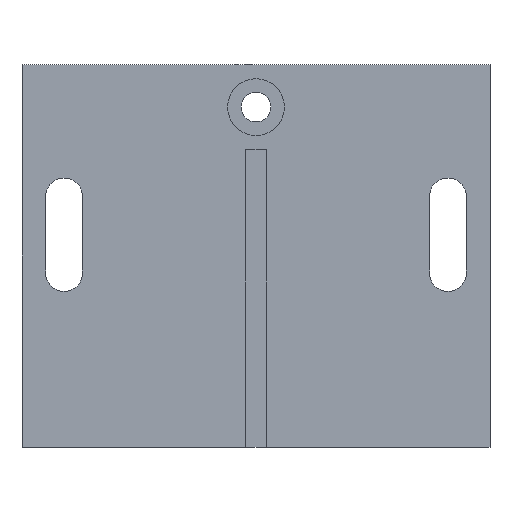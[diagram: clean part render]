
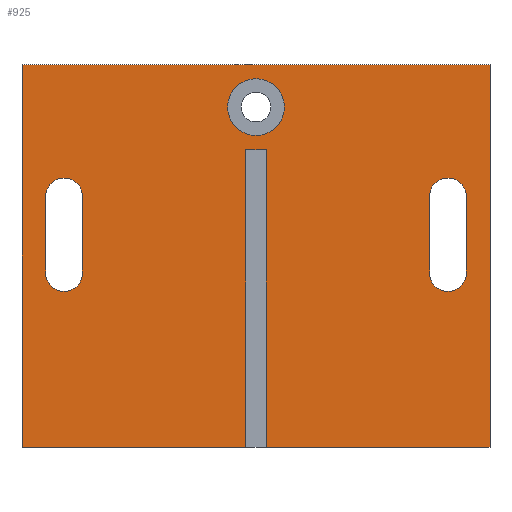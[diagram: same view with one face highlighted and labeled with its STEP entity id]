
A CAD part, left-side view. The second image highlights one B-rep face of the part: STEP entity #925.
In plain terms, the highlighted planar face has unit normal (-1, 0, 0).
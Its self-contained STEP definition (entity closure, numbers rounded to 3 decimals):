
#22=FACE_BOUND('',#177,.T.);
#23=FACE_BOUND('',#178,.T.);
#24=FACE_BOUND('',#179,.T.);
#51=PLANE('',#1028);
#121=FACE_OUTER_BOUND('',#176,.T.);
#176=EDGE_LOOP('',(#788,#789,#790,#791,#792,#793,#794,#795));
#177=EDGE_LOOP('',(#796));
#178=EDGE_LOOP('',(#797,#798,#799,#800));
#179=EDGE_LOOP('',(#801,#802,#803,#804));
#238=LINE('',#1455,#327);
#242=LINE('',#1465,#331);
#248=LINE('',#1487,#337);
#250=LINE('',#1493,#339);
#251=LINE('',#1499,#340);
#255=LINE('',#1508,#344);
#259=LINE('',#1515,#348);
#262=LINE('',#1521,#351);
#263=LINE('',#1523,#352);
#264=LINE('',#1525,#353);
#265=LINE('',#1527,#354);
#266=LINE('',#1528,#355);
#327=VECTOR('',#1191,10.);
#331=VECTOR('',#1201,10.);
#337=VECTOR('',#1227,10.);
#339=VECTOR('',#1235,10.);
#340=VECTOR('',#1242,10.);
#344=VECTOR('',#1248,10.);
#348=VECTOR('',#1254,10.);
#351=VECTOR('',#1261,10.);
#352=VECTOR('',#1262,10.);
#353=VECTOR('',#1263,10.);
#354=VECTOR('',#1264,10.);
#355=VECTOR('',#1265,10.);
#407=CIRCLE('',#1007,2.6);
#408=CIRCLE('',#1010,2.6);
#411=CIRCLE('',#1015,4.);
#413=CIRCLE('',#1020,2.6);
#414=CIRCLE('',#1023,2.6);
#463=VERTEX_POINT('',#1452);
#464=VERTEX_POINT('',#1454);
#465=VERTEX_POINT('',#1458);
#466=VERTEX_POINT('',#1462);
#467=VERTEX_POINT('',#1464);
#468=VERTEX_POINT('',#1468);
#471=VERTEX_POINT('',#1477);
#473=VERTEX_POINT('',#1485);
#474=VERTEX_POINT('',#1491);
#475=VERTEX_POINT('',#1497);
#476=VERTEX_POINT('',#1498);
#479=VERTEX_POINT('',#1506);
#480=VERTEX_POINT('',#1507);
#483=VERTEX_POINT('',#1520);
#484=VERTEX_POINT('',#1522);
#485=VERTEX_POINT('',#1524);
#486=VERTEX_POINT('',#1526);
#566=EDGE_CURVE('',#464,#463,#238,.T.);
#569=EDGE_CURVE('',#463,#465,#407,.T.);
#571=EDGE_CURVE('',#467,#466,#242,.T.);
#574=EDGE_CURVE('',#466,#468,#408,.T.);
#577=EDGE_CURVE('',#471,#471,#411,.T.);
#582=EDGE_CURVE('',#468,#473,#248,.T.);
#583=EDGE_CURVE('',#473,#467,#413,.T.);
#585=EDGE_CURVE('',#465,#474,#250,.T.);
#586=EDGE_CURVE('',#474,#464,#414,.T.);
#587=EDGE_CURVE('',#475,#476,#251,.T.);
#591=EDGE_CURVE('',#479,#480,#255,.T.);
#595=EDGE_CURVE('',#480,#475,#259,.T.);
#598=EDGE_CURVE('',#483,#476,#262,.T.);
#599=EDGE_CURVE('',#484,#483,#263,.T.);
#600=EDGE_CURVE('',#484,#485,#264,.T.);
#601=EDGE_CURVE('',#486,#485,#265,.T.);
#602=EDGE_CURVE('',#479,#486,#266,.T.);
#788=ORIENTED_EDGE('',*,*,#591,.T.);
#789=ORIENTED_EDGE('',*,*,#595,.T.);
#790=ORIENTED_EDGE('',*,*,#587,.T.);
#791=ORIENTED_EDGE('',*,*,#598,.F.);
#792=ORIENTED_EDGE('',*,*,#599,.F.);
#793=ORIENTED_EDGE('',*,*,#600,.T.);
#794=ORIENTED_EDGE('',*,*,#601,.F.);
#795=ORIENTED_EDGE('',*,*,#602,.F.);
#796=ORIENTED_EDGE('',*,*,#577,.T.);
#797=ORIENTED_EDGE('',*,*,#582,.T.);
#798=ORIENTED_EDGE('',*,*,#583,.T.);
#799=ORIENTED_EDGE('',*,*,#571,.T.);
#800=ORIENTED_EDGE('',*,*,#574,.T.);
#801=ORIENTED_EDGE('',*,*,#585,.T.);
#802=ORIENTED_EDGE('',*,*,#586,.T.);
#803=ORIENTED_EDGE('',*,*,#566,.T.);
#804=ORIENTED_EDGE('',*,*,#569,.T.);
#925=ADVANCED_FACE('',(#121,#22,#23,#24),#51,.T.);
#1007=AXIS2_PLACEMENT_3D('',#1460,#1196,#1197);
#1010=AXIS2_PLACEMENT_3D('',#1470,#1206,#1207);
#1015=AXIS2_PLACEMENT_3D('',#1478,#1216,#1217);
#1020=AXIS2_PLACEMENT_3D('',#1489,#1230,#1231);
#1023=AXIS2_PLACEMENT_3D('',#1495,#1238,#1239);
#1028=AXIS2_PLACEMENT_3D('',#1519,#1259,#1260);
#1191=DIRECTION('',(0.,0.,1.));
#1196=DIRECTION('center_axis',(1.,0.,0.));
#1197=DIRECTION('ref_axis',(0.,-1.,0.));
#1201=DIRECTION('',(0.,0.,-1.));
#1206=DIRECTION('center_axis',(1.,0.,0.));
#1207=DIRECTION('ref_axis',(0.,1.,0.));
#1216=DIRECTION('center_axis',(1.,0.,0.));
#1217=DIRECTION('ref_axis',(0.,-1.,0.));
#1227=DIRECTION('',(0.,0.,1.));
#1230=DIRECTION('center_axis',(1.,0.,0.));
#1231=DIRECTION('ref_axis',(0.,-1.,0.));
#1235=DIRECTION('',(0.,0.,-1.));
#1238=DIRECTION('center_axis',(1.,0.,0.));
#1239=DIRECTION('ref_axis',(0.,1.,0.));
#1242=DIRECTION('',(0.,0.,-1.));
#1248=DIRECTION('',(0.,0.,1.));
#1254=DIRECTION('',(0.,-1.,0.));
#1259=DIRECTION('center_axis',(-1.,0.,0.));
#1260=DIRECTION('ref_axis',(0.,0.,1.));
#1261=DIRECTION('',(0.,1.,0.));
#1262=DIRECTION('',(0.,0.,-1.));
#1263=DIRECTION('',(0.,1.,0.));
#1264=DIRECTION('',(0.,0.,1.));
#1265=DIRECTION('',(0.,1.,0.));
#1452=CARTESIAN_POINT('',(0.,-24.47,35.4));
#1454=CARTESIAN_POINT('',(0.,-24.47,24.6));
#1455=CARTESIAN_POINT('',(0.,-24.47,12.3));
#1458=CARTESIAN_POINT('',(0.,-29.67,35.4));
#1460=CARTESIAN_POINT('Origin',(0.,-27.07,35.4));
#1462=CARTESIAN_POINT('',(0.,24.47,24.6));
#1464=CARTESIAN_POINT('',(0.,24.47,35.4));
#1465=CARTESIAN_POINT('',(0.,24.47,17.7));
#1468=CARTESIAN_POINT('',(0.,29.67,24.6));
#1470=CARTESIAN_POINT('Origin',(0.,27.07,24.6));
#1477=CARTESIAN_POINT('',(0.,4.,48.));
#1478=CARTESIAN_POINT('Origin',(0.,0.,48.));
#1485=CARTESIAN_POINT('',(0.,29.67,35.4));
#1487=CARTESIAN_POINT('',(0.,29.67,12.3));
#1489=CARTESIAN_POINT('Origin',(0.,27.07,35.4));
#1491=CARTESIAN_POINT('',(0.,-29.67,24.6));
#1493=CARTESIAN_POINT('',(0.,-29.67,17.7));
#1495=CARTESIAN_POINT('Origin',(0.,-27.07,24.6));
#1497=CARTESIAN_POINT('',(0.,-1.475,42.));
#1498=CARTESIAN_POINT('',(0.,-1.475,0.));
#1499=CARTESIAN_POINT('',(0.,-1.475,0.));
#1506=CARTESIAN_POINT('',(0.,1.475,0.));
#1507=CARTESIAN_POINT('',(0.,1.475,42.));
#1508=CARTESIAN_POINT('',(0.,1.475,21.));
#1515=CARTESIAN_POINT('',(0.,-0.738,42.));
#1519=CARTESIAN_POINT('Origin',(0.,0.,0.));
#1520=CARTESIAN_POINT('',(0.,-33.,0.));
#1521=CARTESIAN_POINT('',(0.,0.,0.));
#1522=CARTESIAN_POINT('',(0.,-33.,54.));
#1523=CARTESIAN_POINT('',(0.,-33.,0.));
#1524=CARTESIAN_POINT('',(0.,33.,54.));
#1525=CARTESIAN_POINT('',(0.,0.,54.));
#1526=CARTESIAN_POINT('',(0.,33.,0.));
#1527=CARTESIAN_POINT('',(0.,33.,0.));
#1528=CARTESIAN_POINT('',(0.,0.,0.));
